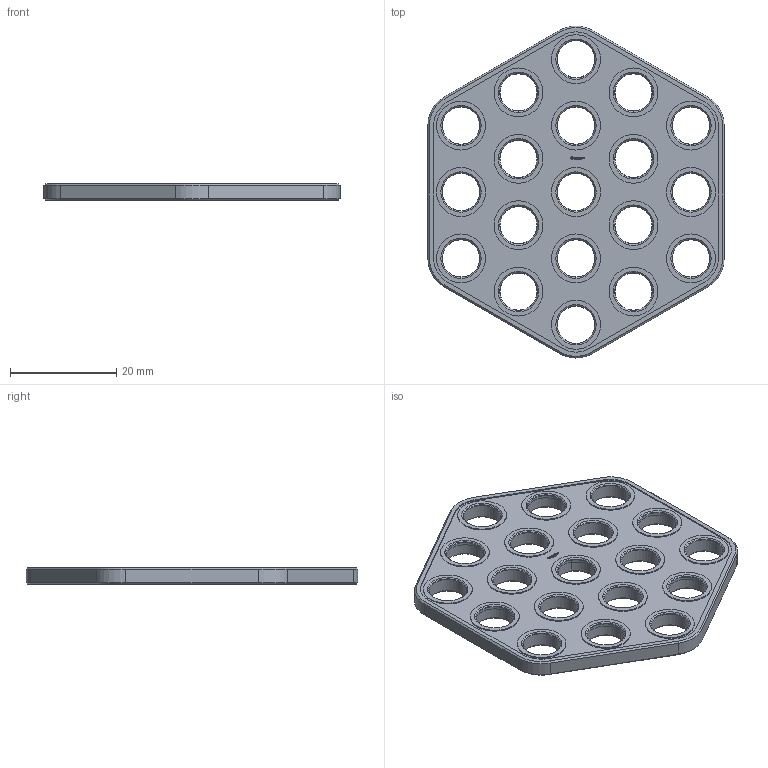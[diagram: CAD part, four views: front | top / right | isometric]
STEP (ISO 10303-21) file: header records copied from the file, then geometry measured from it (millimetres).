
FILE_DESCRIPTION(('FreeCAD Model'),'2;1');
FILE_NAME('Open CASCADE Shape Model','2024-01-31T19:16:51',(''),(''), 'Open CASCADE STEP processor 7.6','FreeCAD','Unknown');
FILE_SCHEMA(('AUTOMOTIVE_DESIGN { 1 0 10303 214 1 1 1 1 }'));
Length unit declared in the file: millimetre
Products named in the file (1): Plate HEX CRNR BU05x00.25 - SPN-PLT-0002 (stemfie.org)
Bounding box: 55.8 x 62.5 x 3.12 mm (x, y, z)
Volume: 5803.5 mm3; surface area: 5740.9 mm2
Topology: 1 solids, 1 shells, 656 faces, 1692 edges, 1090 vertices
Faces by surface type: plane 342, extrusion 152, cone 90, cylinder 72
Full cylindrical faces by diameter (mm): 7 x24, 9.2 x18
Entity records: 43051 total; most frequent: CARTESIAN_POINT 9764, DIRECTION 5665, VECTOR 4091, LINE 3939, ORIENTED_EDGE 3384, PCURVE 3384, DEFINITIONAL_REPRESENTATION 3384, EDGE_CURVE 1692
